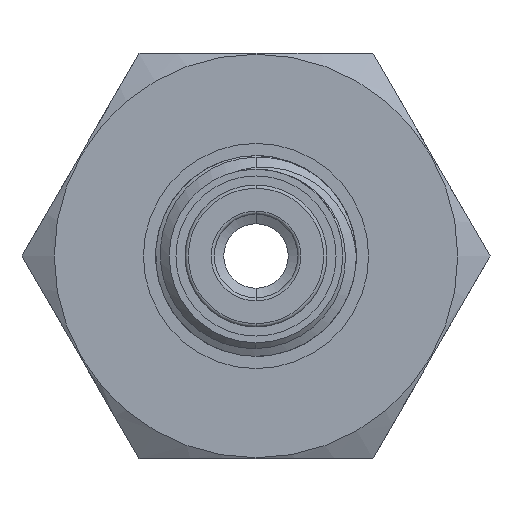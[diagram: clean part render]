
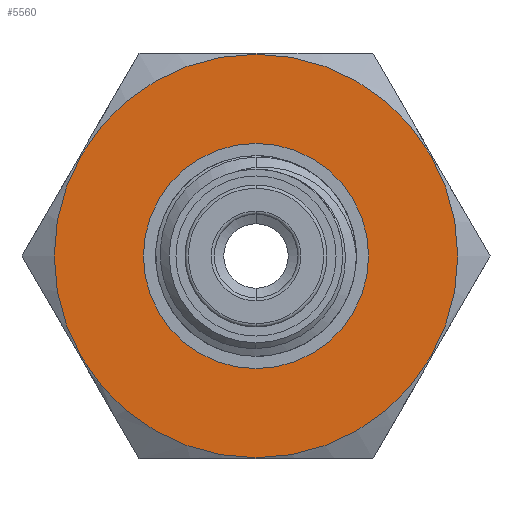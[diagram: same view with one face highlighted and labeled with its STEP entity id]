
A CAD part, left-side view. The second image highlights one B-rep face of the part: STEP entity #5560.
In plain terms, the highlighted planar face has unit normal (-1, 0, 0).
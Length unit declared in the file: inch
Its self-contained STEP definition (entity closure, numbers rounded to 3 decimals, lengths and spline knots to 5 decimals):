
#84 = EDGE_CURVE ( 'NONE', #13767, #10530, #12750, .T. ) ;
#325 = DIRECTION ( 'NONE',  ( 0., 0., 1. ) ) ;
#326 = VERTEX_POINT ( 'NONE', #4693 ) ;
#710 = ORIENTED_EDGE ( 'NONE', *, *, #84, .F. ) ;
#905 = DIRECTION ( 'NONE',  ( 0., 0., 1. ) ) ;
#951 = EDGE_LOOP ( 'NONE', ( #1086, #6108 ) ) ;
#1086 = ORIENTED_EDGE ( 'NONE', *, *, #7207, .F. ) ;
#1333 = EDGE_LOOP ( 'NONE', ( #7915, #710 ) ) ;
#1824 = CIRCLE ( 'NONE', #10860, 0.281 ) ;
#2604 = EDGE_CURVE ( 'NONE', #12309, #326, #5279, .T. ) ;
#2992 = AXIS2_PLACEMENT_3D ( 'NONE', #10492, #9469, #13891 ) ;
#3182 = FACE_BOUND ( 'NONE', #1333, .T. ) ;
#3248 = DIRECTION ( 'NONE',  ( 0., 0., -1. ) ) ;
#3284 = AXIS2_PLACEMENT_3D ( 'NONE', #12932, #6299, #3248 ) ;
#3736 = DIRECTION ( 'NONE',  ( -1., 0., 0. ) ) ;
#4270 = DIRECTION ( 'NONE',  ( -1., 0., 0. ) ) ;
#4693 = CARTESIAN_POINT ( 'NONE',  ( -1.24968, 0., -0.56 ) ) ;
#4918 = CIRCLE ( 'NONE', #3284, 0.56 ) ;
#5202 = AXIS2_PLACEMENT_3D ( 'NONE', #9710, #8518, #5216 ) ;
#5216 = DIRECTION ( 'NONE',  ( 0., 0., 1. ) ) ;
#5279 = CIRCLE ( 'NONE', #2992, 0.56 ) ;
#5336 = CARTESIAN_POINT ( 'NONE',  ( -1.24968, 0.56, 0. ) ) ;
#5560 = ADVANCED_FACE ( 'NONE', ( #5977, #3182 ), #11926, .T. ) ;
#5977 = FACE_OUTER_BOUND ( 'NONE', #951, .T. ) ;
#6108 = ORIENTED_EDGE ( 'NONE', *, *, #2604, .F. ) ;
#6299 = DIRECTION ( 'NONE',  ( 1., 0., 0. ) ) ;
#6326 = CARTESIAN_POINT ( 'NONE',  ( -1.24968, 0., 0.56 ) ) ;
#7207 = EDGE_CURVE ( 'NONE', #326, #12309, #4918, .T. ) ;
#7725 = CARTESIAN_POINT ( 'NONE',  ( -1.24968, 0., 0.281 ) ) ;
#7915 = ORIENTED_EDGE ( 'NONE', *, *, #13846, .F. ) ;
#8518 = DIRECTION ( 'NONE',  ( -1., 0., 0. ) ) ;
#8761 = AXIS2_PLACEMENT_3D ( 'NONE', #5336, #4270, #905 ) ;
#9057 = CARTESIAN_POINT ( 'NONE',  ( -1.24968, 0., -0.281 ) ) ;
#9396 = CARTESIAN_POINT ( 'NONE',  ( -1.24968, 0., 0. ) ) ;
#9469 = DIRECTION ( 'NONE',  ( 1., 0., 0. ) ) ;
#9710 = CARTESIAN_POINT ( 'NONE',  ( -1.24968, 0., 0. ) ) ;
#10492 = CARTESIAN_POINT ( 'NONE',  ( -1.24968, 0., 0. ) ) ;
#10530 = VERTEX_POINT ( 'NONE', #7725 ) ;
#10860 = AXIS2_PLACEMENT_3D ( 'NONE', #9396, #3736, #325 ) ;
#11926 = PLANE ( 'NONE',  #8761 ) ;
#12309 = VERTEX_POINT ( 'NONE', #6326 ) ;
#12750 = CIRCLE ( 'NONE', #5202, 0.281 ) ;
#12932 = CARTESIAN_POINT ( 'NONE',  ( -1.24968, 0., 0. ) ) ;
#13767 = VERTEX_POINT ( 'NONE', #9057 ) ;
#13846 = EDGE_CURVE ( 'NONE', #10530, #13767, #1824, .T. ) ;
#13891 = DIRECTION ( 'NONE',  ( 0., 0., -1. ) ) ;
